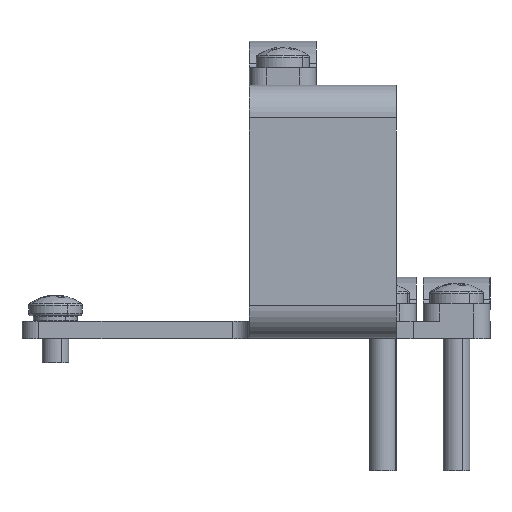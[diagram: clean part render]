
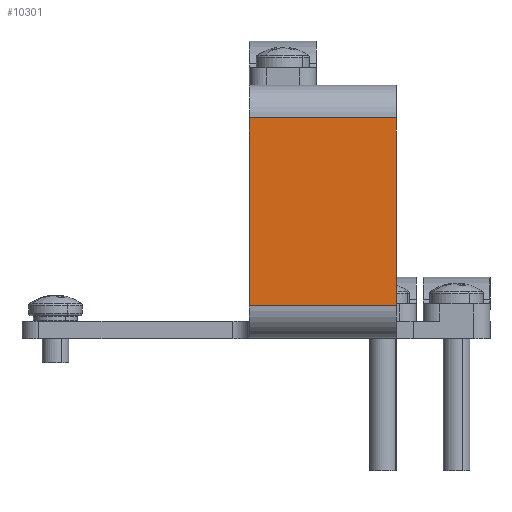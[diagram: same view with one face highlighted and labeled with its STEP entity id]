
A CAD part, left-side view. The second image highlights one B-rep face of the part: STEP entity #10301.
In plain terms, the highlighted planar face has unit normal (-1, 0, 0).
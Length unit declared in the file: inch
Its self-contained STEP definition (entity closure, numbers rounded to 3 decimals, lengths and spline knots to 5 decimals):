
#294 = CARTESIAN_POINT ( 'NONE',  ( -1.43701, 0.70866, 1.29921 ) ) ;
#1173 = ORIENTED_EDGE ( 'NONE', *, *, #8293, .F. ) ;
#1622 = EDGE_CURVE ( 'NONE', #11873, #8788, #3445, .T. ) ;
#1766 = DIRECTION ( 'NONE',  ( -1., 0., 0. ) ) ;
#2050 = ORIENTED_EDGE ( 'NONE', *, *, #1622, .T. ) ;
#2102 = VECTOR ( 'NONE', #10624, 39.37008 ) ;
#3217 = CARTESIAN_POINT ( 'NONE',  ( -1.43701, 0.70866, 1.38976 ) ) ;
#3445 = LINE ( 'NONE', #13053, #13853 ) ;
#3993 = EDGE_CURVE ( 'NONE', #11873, #11880, #11445, .T. ) ;
#5122 = PLANE ( 'NONE',  #9903 ) ;
#5531 = DIRECTION ( 'NONE',  ( 0., 1., 0. ) ) ;
#6189 = CARTESIAN_POINT ( 'NONE',  ( -1.43701, -0.15748, 1.29921 ) ) ;
#7097 = DIRECTION ( 'NONE',  ( 0., 0., 1. ) ) ;
#7447 = DIRECTION ( 'NONE',  ( 0., 0., 1. ) ) ;
#7488 = VERTEX_POINT ( 'NONE', #9114 ) ;
#7820 = EDGE_CURVE ( 'NONE', #7488, #11880, #12223, .T. ) ;
#8291 = CARTESIAN_POINT ( 'NONE',  ( -1.43701, -0.15748, 0.10236 ) ) ;
#8293 = EDGE_CURVE ( 'NONE', #7488, #8788, #13222, .T. ) ;
#8342 = CARTESIAN_POINT ( 'NONE',  ( -1.43701, -0.15748, 0.19291 ) ) ;
#8788 = VERTEX_POINT ( 'NONE', #294 ) ;
#8980 = ORIENTED_EDGE ( 'NONE', *, *, #3993, .F. ) ;
#9030 = EDGE_LOOP ( 'NONE', ( #8980, #2050, #1173, #12816 ) ) ;
#9114 = CARTESIAN_POINT ( 'NONE',  ( -1.43701, 0.70866, 0.19291 ) ) ;
#9858 = VECTOR ( 'NONE', #7447, 39.37008 ) ;
#9903 = AXIS2_PLACEMENT_3D ( 'NONE', #8291, #1766, #7097 ) ;
#10301 = ADVANCED_FACE ( 'NONE', ( #13589 ), #5122, .T. ) ;
#10573 = CARTESIAN_POINT ( 'NONE',  ( -1.43701, -0.15748, 0.19291 ) ) ;
#10624 = DIRECTION ( 'NONE',  ( 0., 0., -1. ) ) ;
#11445 = LINE ( 'NONE', #11896, #2102 ) ;
#11873 = VERTEX_POINT ( 'NONE', #6189 ) ;
#11880 = VERTEX_POINT ( 'NONE', #8342 ) ;
#11896 = CARTESIAN_POINT ( 'NONE',  ( -1.43701, -0.15748, 0.10236 ) ) ;
#12223 = LINE ( 'NONE', #10573, #12897 ) ;
#12816 = ORIENTED_EDGE ( 'NONE', *, *, #7820, .T. ) ;
#12897 = VECTOR ( 'NONE', #13824, 39.37008 ) ;
#13053 = CARTESIAN_POINT ( 'NONE',  ( -1.43701, -0.15748, 1.29921 ) ) ;
#13222 = LINE ( 'NONE', #3217, #9858 ) ;
#13589 = FACE_OUTER_BOUND ( 'NONE', #9030, .T. ) ;
#13824 = DIRECTION ( 'NONE',  ( 0., -1., 0. ) ) ;
#13853 = VECTOR ( 'NONE', #5531, 39.37008 ) ;
